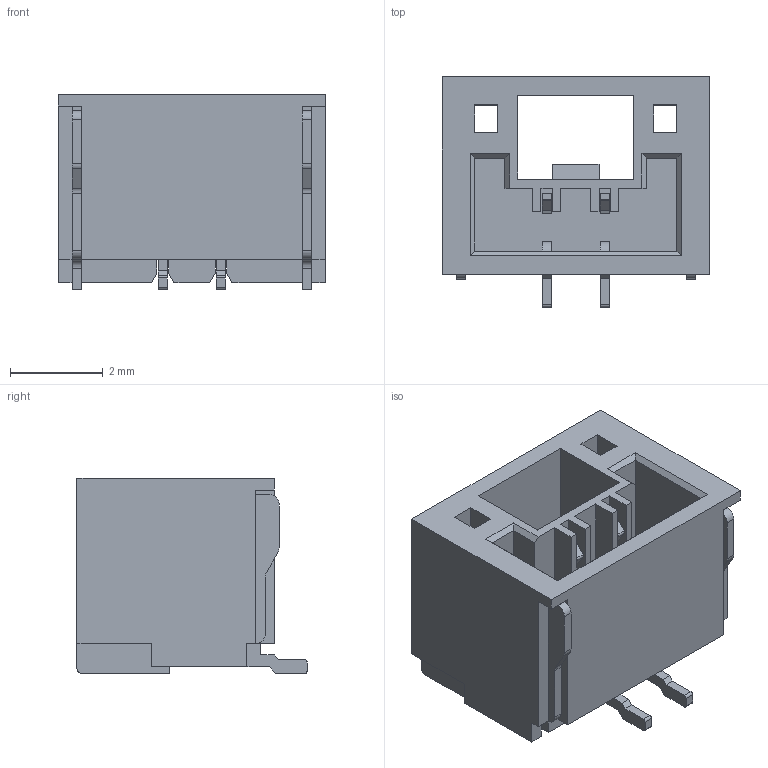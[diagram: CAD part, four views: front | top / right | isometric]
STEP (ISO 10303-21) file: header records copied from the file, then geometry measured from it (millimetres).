
FILE_DESCRIPTION (( 'STEP AP214' ), '1' );
FILE_NAME ('CONN-TH_2P-P1.25_XUNPU_WAFER-GH1.25-2PLB.STEP', '2022-09-19T07:21:53', ( 'PC' ), ( 'Microsoft' ), 'SwSTEP 2.0', 'SolidWorks 2020', '' );
FILE_SCHEMA (( 'AUTOMOTIVE_DESIGN' ));
Length unit declared in the file: millimetre
Products named in the file (1): CONN-TH_2P-P1.25_XUNPU_WAFER-GH1.25-2PLB
Bounding box: 5.76 x 4.95 x 4.2 mm (x, y, z)
Volume: 52 mm3; surface area: 357.7 mm2
Topology: 3 solids, 3 shells, 434 faces, 1212 edges, 806 vertices
Faces by surface type: plane 300, bspline 98, cylinder 36
Entity records: 19092 total; most frequent: CARTESIAN_POINT 3759, ORIENTED_EDGE 2424, DIRECTION 1758, EDGE_CURVE 1212, LINE 940, VECTOR 940, VERTEX_POINT 806, EDGE_LOOP 466
